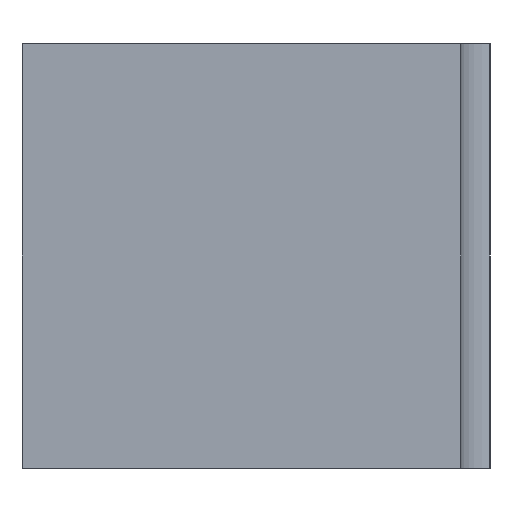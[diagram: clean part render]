
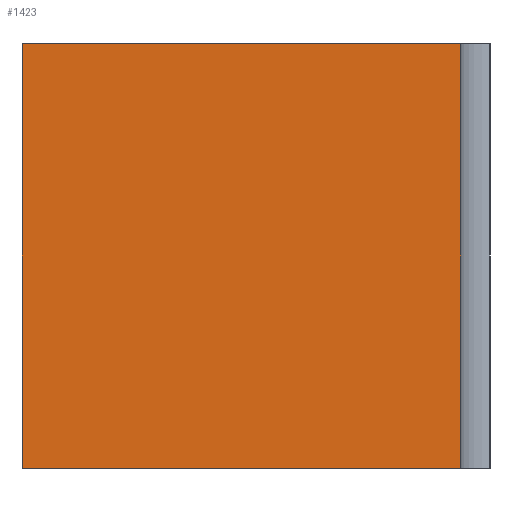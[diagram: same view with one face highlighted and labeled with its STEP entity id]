
A CAD part, left-side view. The second image highlights one B-rep face of the part: STEP entity #1423.
In plain terms, the highlighted planar face has unit normal (-1, 0, 0).
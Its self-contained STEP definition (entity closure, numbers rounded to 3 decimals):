
#140=PLANE('',#1546);
#221=FACE_OUTER_BOUND('',#312,.T.);
#312=EDGE_LOOP('',(#1262,#1263,#1264,#1265));
#403=LINE('',#6398,#503);
#412=LINE('',#6435,#512);
#415=LINE('',#6443,#515);
#416=LINE('',#6444,#516);
#503=VECTOR('',#1806,10.);
#512=VECTOR('',#1847,10.);
#515=VECTOR('',#1854,10.);
#516=VECTOR('',#1855,10.);
#665=VERTEX_POINT('',#6396);
#666=VERTEX_POINT('',#6397);
#678=VERTEX_POINT('',#6433);
#681=VERTEX_POINT('',#6442);
#859=EDGE_CURVE('',#665,#666,#403,.T.);
#876=EDGE_CURVE('',#678,#665,#412,.T.);
#880=EDGE_CURVE('',#681,#678,#415,.T.);
#881=EDGE_CURVE('',#666,#681,#416,.T.);
#1262=ORIENTED_EDGE('',*,*,#880,.F.);
#1263=ORIENTED_EDGE('',*,*,#881,.F.);
#1264=ORIENTED_EDGE('',*,*,#859,.F.);
#1265=ORIENTED_EDGE('',*,*,#876,.F.);
#1423=ADVANCED_FACE('',(#221),#140,.T.);
#1546=AXIS2_PLACEMENT_3D('',#6441,#1852,#1853);
#1806=DIRECTION('',(0.,0.,1.));
#1847=DIRECTION('',(0.,1.,0.));
#1852=DIRECTION('center_axis',(-1.,0.,0.));
#1853=DIRECTION('ref_axis',(0.,-1.,0.));
#1854=DIRECTION('',(0.,0.,-1.));
#1855=DIRECTION('',(0.,-1.,0.));
#6396=CARTESIAN_POINT('',(-62.5,16.,-14.5));
#6397=CARTESIAN_POINT('',(-62.5,16.,14.5));
#6398=CARTESIAN_POINT('',(-62.5,16.,0.));
#6433=CARTESIAN_POINT('',(-62.5,-14.,-14.5));
#6435=CARTESIAN_POINT('',(-62.5,-16.,-14.5));
#6441=CARTESIAN_POINT('Origin',(-62.5,16.,0.));
#6442=CARTESIAN_POINT('',(-62.5,-14.,14.5));
#6443=CARTESIAN_POINT('',(-62.5,-14.,0.));
#6444=CARTESIAN_POINT('',(-62.5,-16.,14.5));
